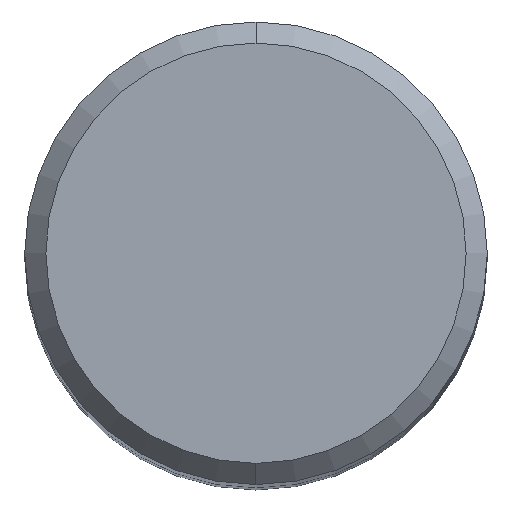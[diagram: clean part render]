
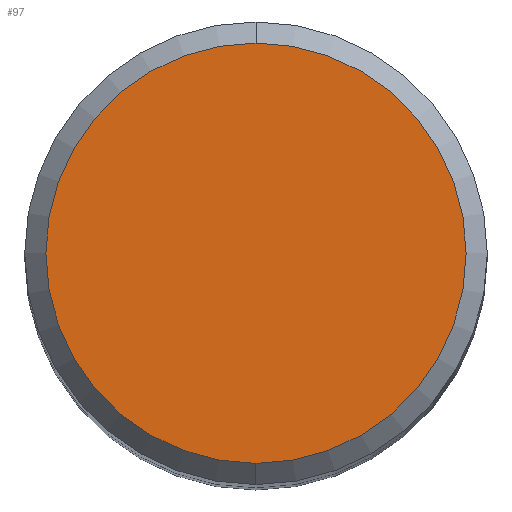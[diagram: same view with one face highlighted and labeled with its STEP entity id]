
A CAD part, top view. The second image highlights one B-rep face of the part: STEP entity #97.
In plain terms, the highlighted planar face has unit normal (0, 0, 1).
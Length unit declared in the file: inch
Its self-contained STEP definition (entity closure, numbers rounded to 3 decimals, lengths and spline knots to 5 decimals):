
#4 = ORIENTED_EDGE ( 'NONE', *, *, #128, .T. ) ;
#8 = AXIS2_PLACEMENT_3D ( 'NONE', #125, #416, #67 ) ;
#37 = EDGE_LOOP ( 'NONE', ( #204, #4 ) ) ;
#48 = PLANE ( 'NONE',  #397 ) ;
#67 = DIRECTION ( 'NONE',  ( 0., -1., 0. ) ) ;
#84 = CARTESIAN_POINT ( 'NONE',  ( 0., 0.19875, 0. ) ) ;
#97 = ADVANCED_FACE ( 'NONE', ( #241 ), #48, .F. ) ;
#111 = EDGE_CURVE ( 'NONE', #283, #295, #193, .T. ) ;
#119 = DIRECTION ( 'NONE',  ( 0., 0., 1. ) ) ;
#125 = CARTESIAN_POINT ( 'NONE',  ( 0., 0., 0. ) ) ;
#128 = EDGE_CURVE ( 'NONE', #295, #283, #373, .T. ) ;
#163 = CARTESIAN_POINT ( 'NONE',  ( 0., 0.19875, 0. ) ) ;
#188 = AXIS2_PLACEMENT_3D ( 'NONE', #279, #119, #292 ) ;
#193 = CIRCLE ( 'NONE', #188, 0.19875 ) ;
#204 = ORIENTED_EDGE ( 'NONE', *, *, #111, .T. ) ;
#228 = CARTESIAN_POINT ( 'NONE',  ( 0., -0.19875, 0. ) ) ;
#241 = FACE_OUTER_BOUND ( 'NONE', #37, .T. ) ;
#279 = CARTESIAN_POINT ( 'NONE',  ( 0., 0., 0. ) ) ;
#283 = VERTEX_POINT ( 'NONE', #163 ) ;
#292 = DIRECTION ( 'NONE',  ( 0., -1., 0. ) ) ;
#295 = VERTEX_POINT ( 'NONE', #228 ) ;
#311 = DIRECTION ( 'NONE',  ( 0., 1., 0. ) ) ;
#373 = CIRCLE ( 'NONE', #8, 0.19875 ) ;
#397 = AXIS2_PLACEMENT_3D ( 'NONE', #84, #400, #311 ) ;
#400 = DIRECTION ( 'NONE',  ( 0., 0., -1. ) ) ;
#416 = DIRECTION ( 'NONE',  ( 0., 0., 1. ) ) ;
